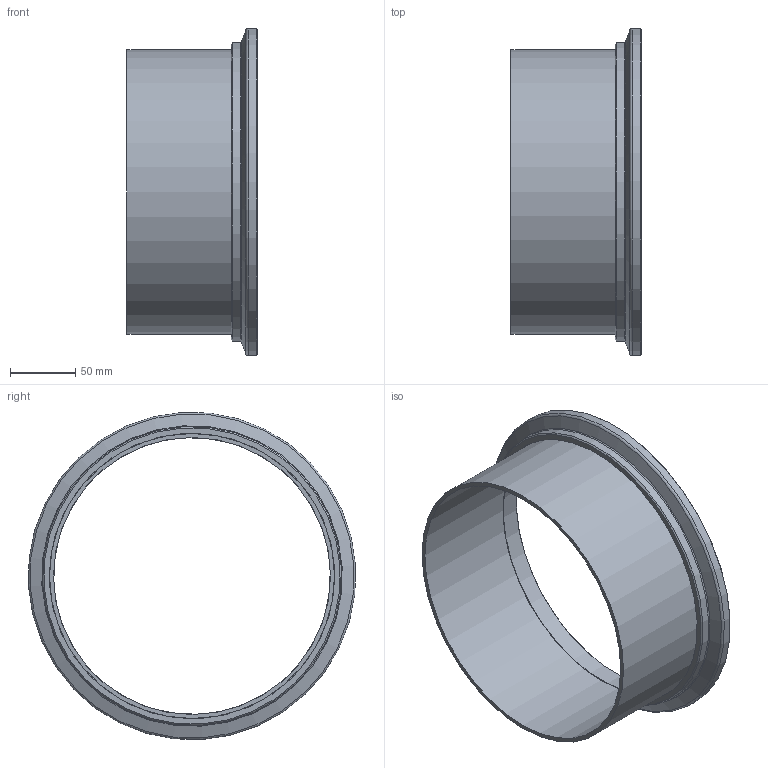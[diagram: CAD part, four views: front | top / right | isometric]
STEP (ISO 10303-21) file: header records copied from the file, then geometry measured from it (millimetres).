
FILE_DESCRIPTION(/* description */ (''),/* implementation_level */ '2;1');
FILE_NAME(/* name */ '33.200003.222.320',/* time_stamp */ '2019-06-19T11:38:29+02:00',/* author */ ('Murat Coskun Bicak'),/* organization */ ('Evac AG'),/* preprocessor_version */ 'ST-DEVELOPER v16.7',/* originating_system */ 'DEX',/* authorisation */ $);
FILE_SCHEMA (('AUTOMOTIVE_DESIGN {1 0 10303 214 3 1 1}'));
Length unit declared in the file: millimetre
Products named in the file (3): 33.200003.222.320; 33.200003.222.320-Rohr; 32.200003.210.320
Assembly tree (2 placements, depth 2):
  33.200003.222.320
    33.200003.222.320-Rohr
    32.200003.210.320
Bounding box: 100 x 251.5 x 251.5 mm (x, y, z)
Volume: 367333.1 mm3; surface area: 172722.8 mm2
Topology: 2 solids, 2 shells, 19 faces, 36 edges, 22 vertices
Faces by surface type: cylinder 6, cone 6, plane 5, torus 2
Full cylindrical faces by diameter (mm): 213 x2, 219.1 x2, 230 x1, 252 x1
Entity records: 468 total; most frequent: DIRECTION 82, CARTESIAN_POINT 60, AXIS2_PLACEMENT_3D 41, ORIENTED_EDGE 38, EDGE_LOOP 38, FACE_BOUND 38, EDGE_CURVE 19, VERTEX_POINT 19
